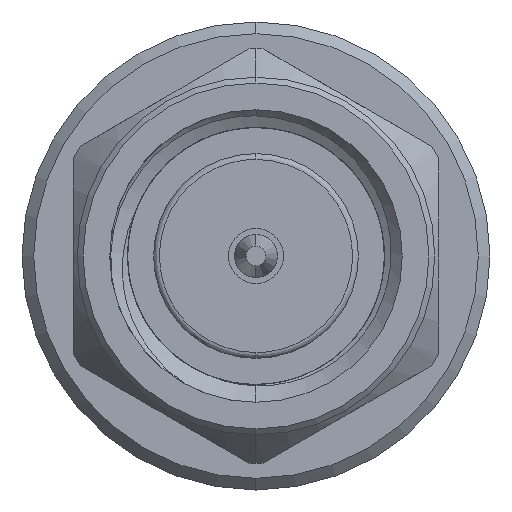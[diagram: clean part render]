
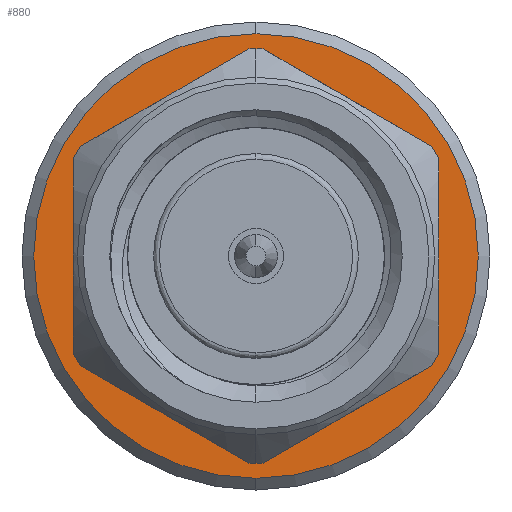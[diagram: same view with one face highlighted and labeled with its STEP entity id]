
A CAD part, left-side view. The second image highlights one B-rep face of the part: STEP entity #880.
In plain terms, the highlighted planar face has unit normal (-1, 0, 0).
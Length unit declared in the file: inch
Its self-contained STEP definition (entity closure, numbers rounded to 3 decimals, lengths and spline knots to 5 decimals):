
#4 = EDGE_CURVE ( 'NONE', #5525, #5441, #1442, .T. ) ;
#348 = DIRECTION ( 'NONE',  ( 0., 0., -1. ) ) ;
#416 = EDGE_CURVE ( 'NONE', #2385, #5395, #2765, .T. ) ;
#477 = EDGE_LOOP ( 'NONE', ( #4366, #1338 ) ) ;
#484 = CARTESIAN_POINT ( 'NONE',  ( 0.44039, 0., -0.19 ) ) ;
#533 = DIRECTION ( 'NONE',  ( -1., 0., 0. ) ) ;
#728 = EDGE_CURVE ( 'NONE', #5441, #5525, #4233, .T. ) ;
#880 = ADVANCED_FACE ( 'NONE', ( #3620, #1130 ), #4046, .F. ) ;
#970 = CARTESIAN_POINT ( 'NONE',  ( 0.44039, 0., 0. ) ) ;
#1130 = FACE_OUTER_BOUND ( 'NONE', #477, .T. ) ;
#1201 = DIRECTION ( 'NONE',  ( 0., 0., -1. ) ) ;
#1338 = ORIENTED_EDGE ( 'NONE', *, *, #728, .T. ) ;
#1442 = CIRCLE ( 'NONE', #5640, 0.19 ) ;
#2312 = CARTESIAN_POINT ( 'NONE',  ( 0.44039, 0., 0. ) ) ;
#2385 = VERTEX_POINT ( 'NONE', #5036 ) ;
#2459 = DIRECTION ( 'NONE',  ( 0., 0., -1. ) ) ;
#2674 = CARTESIAN_POINT ( 'NONE',  ( 0.44039, 0., -0.135 ) ) ;
#2702 = DIRECTION ( 'NONE',  ( 1., 0., 0. ) ) ;
#2765 = CIRCLE ( 'NONE', #4761, 0.135 ) ;
#2900 = ORIENTED_EDGE ( 'NONE', *, *, #416, .T. ) ;
#3118 = DIRECTION ( 'NONE',  ( 1., 0., 0. ) ) ;
#3243 = EDGE_LOOP ( 'NONE', ( #3632, #2900 ) ) ;
#3263 = AXIS2_PLACEMENT_3D ( 'NONE', #4932, #5422, #2459 ) ;
#3620 = FACE_BOUND ( 'NONE', #3243, .T. ) ;
#3632 = ORIENTED_EDGE ( 'NONE', *, *, #4940, .T. ) ;
#4046 = PLANE ( 'NONE',  #4974 ) ;
#4233 = CIRCLE ( 'NONE', #5077, 0.19 ) ;
#4366 = ORIENTED_EDGE ( 'NONE', *, *, #4, .T. ) ;
#4761 = AXIS2_PLACEMENT_3D ( 'NONE', #2312, #2702, #1201 ) ;
#4932 = CARTESIAN_POINT ( 'NONE',  ( 0.44039, 0., 0. ) ) ;
#4940 = EDGE_CURVE ( 'NONE', #5395, #2385, #6100, .T. ) ;
#4970 = DIRECTION ( 'NONE',  ( -1., 0., 0. ) ) ;
#4974 = AXIS2_PLACEMENT_3D ( 'NONE', #6146, #3118, #5006 ) ;
#5006 = DIRECTION ( 'NONE',  ( 0., 0., -1. ) ) ;
#5029 = CARTESIAN_POINT ( 'NONE',  ( 0.44039, 0., 0. ) ) ;
#5036 = CARTESIAN_POINT ( 'NONE',  ( 0.44039, 0., 0.135 ) ) ;
#5077 = AXIS2_PLACEMENT_3D ( 'NONE', #970, #4970, #348 ) ;
#5395 = VERTEX_POINT ( 'NONE', #2674 ) ;
#5422 = DIRECTION ( 'NONE',  ( 1., 0., 0. ) ) ;
#5441 = VERTEX_POINT ( 'NONE', #5766 ) ;
#5525 = VERTEX_POINT ( 'NONE', #484 ) ;
#5640 = AXIS2_PLACEMENT_3D ( 'NONE', #5029, #533, #6012 ) ;
#5766 = CARTESIAN_POINT ( 'NONE',  ( 0.44039, 0., 0.19 ) ) ;
#6012 = DIRECTION ( 'NONE',  ( 0., 0., -1. ) ) ;
#6100 = CIRCLE ( 'NONE', #3263, 0.135 ) ;
#6146 = CARTESIAN_POINT ( 'NONE',  ( 0.44039, 0., 0. ) ) ;
